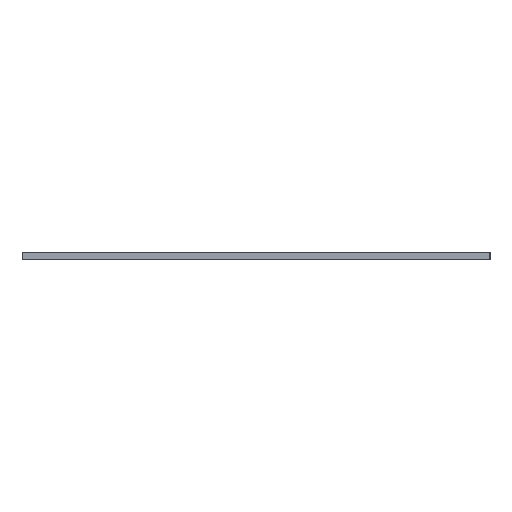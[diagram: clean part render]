
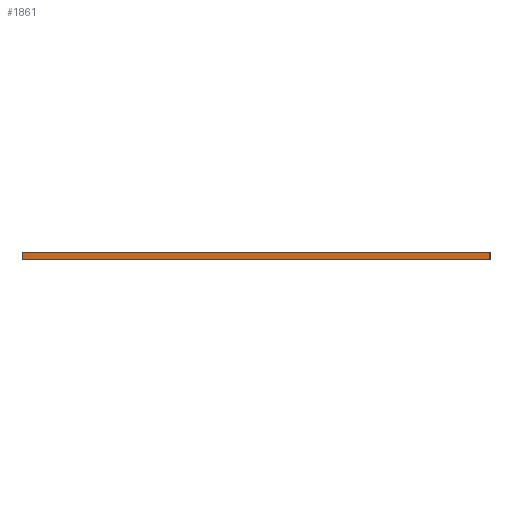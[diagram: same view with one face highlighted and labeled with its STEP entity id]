
A CAD part, left-side view. The second image highlights one B-rep face of the part: STEP entity #1861.
In plain terms, the highlighted planar face has unit normal (-1, 0, 0).
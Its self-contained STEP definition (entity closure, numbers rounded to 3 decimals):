
#117 = EDGE_LOOP ( 'NONE', ( #586, #2624, #3560, #1422 ) ) ;
#373 = CARTESIAN_POINT ( 'NONE',  ( -387., -366., 12. ) ) ;
#427 = DIRECTION ( 'NONE',  ( 0., -1., 0. ) ) ;
#564 = CARTESIAN_POINT ( 'NONE',  ( -387., 366., 0. ) ) ;
#586 = ORIENTED_EDGE ( 'NONE', *, *, #1411, .T. ) ;
#614 = EDGE_CURVE ( 'NONE', #1095, #1792, #2940, .T. ) ;
#629 = VECTOR ( 'NONE', #427, 1000. ) ;
#712 = DIRECTION ( 'NONE',  ( 0., 0., -1. ) ) ;
#825 = VECTOR ( 'NONE', #1287, 1000. ) ;
#902 = LINE ( 'NONE', #1726, #3168 ) ;
#993 = LINE ( 'NONE', #1348, #825 ) ;
#1064 = VECTOR ( 'NONE', #3420, 1000. ) ;
#1082 = EDGE_CURVE ( 'NONE', #1095, #3457, #993, .T. ) ;
#1095 = VERTEX_POINT ( 'NONE', #3594 ) ;
#1252 = DIRECTION ( 'NONE',  ( 1., 0., 0. ) ) ;
#1287 = DIRECTION ( 'NONE',  ( 0., 0., -1. ) ) ;
#1348 = CARTESIAN_POINT ( 'NONE',  ( -387., 366., 12. ) ) ;
#1359 = VERTEX_POINT ( 'NONE', #2100 ) ;
#1406 = EDGE_CURVE ( 'NONE', #1792, #1359, #902, .T. ) ;
#1411 = EDGE_CURVE ( 'NONE', #3457, #1359, #2064, .T. ) ;
#1422 = ORIENTED_EDGE ( 'NONE', *, *, #1082, .T. ) ;
#1589 = AXIS2_PLACEMENT_3D ( 'NONE', #2677, #1252, #712 ) ;
#1709 = CARTESIAN_POINT ( 'NONE',  ( -387., -366., 12. ) ) ;
#1726 = CARTESIAN_POINT ( 'NONE',  ( -387., -366., 12. ) ) ;
#1792 = VERTEX_POINT ( 'NONE', #1709 ) ;
#1802 = DIRECTION ( 'NONE',  ( 0., 0., -1. ) ) ;
#1861 = ADVANCED_FACE ( 'NONE', ( #2369 ), #2650, .F. ) ;
#2064 = LINE ( 'NONE', #2917, #1064 ) ;
#2100 = CARTESIAN_POINT ( 'NONE',  ( -387., -366., 0. ) ) ;
#2369 = FACE_OUTER_BOUND ( 'NONE', #117, .T. ) ;
#2624 = ORIENTED_EDGE ( 'NONE', *, *, #1406, .F. ) ;
#2650 = PLANE ( 'NONE',  #1589 ) ;
#2677 = CARTESIAN_POINT ( 'NONE',  ( -387., -366., 12. ) ) ;
#2917 = CARTESIAN_POINT ( 'NONE',  ( -387., -366., 0. ) ) ;
#2940 = LINE ( 'NONE', #373, #629 ) ;
#3168 = VECTOR ( 'NONE', #1802, 1000. ) ;
#3420 = DIRECTION ( 'NONE',  ( 0., -1., 0. ) ) ;
#3457 = VERTEX_POINT ( 'NONE', #564 ) ;
#3560 = ORIENTED_EDGE ( 'NONE', *, *, #614, .F. ) ;
#3594 = CARTESIAN_POINT ( 'NONE',  ( -387., 366., 12. ) ) ;
